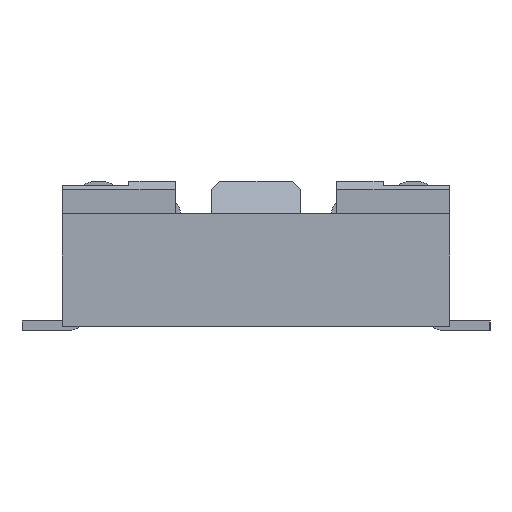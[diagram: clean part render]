
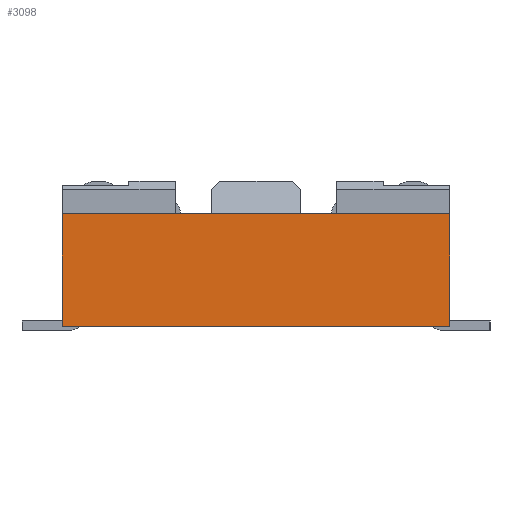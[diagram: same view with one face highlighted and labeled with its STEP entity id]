
A CAD part, left-side view. The second image highlights one B-rep face of the part: STEP entity #3098.
In plain terms, the highlighted planar face has unit normal (-1, 0, 0).
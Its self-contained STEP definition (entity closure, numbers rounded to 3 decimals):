
#3098 = ADVANCED_FACE ( 'NONE', ( #40853 ), #18617, .T. ) ;
#9134 = ORIENTED_EDGE ( 'NONE', *, *, #11815, .F. ) ;
#9137 = ORIENTED_EDGE ( 'NONE', *, *, #11988, .F. ) ;
#9139 = ORIENTED_EDGE ( 'NONE', *, *, #12079, .T. ) ;
#9141 = ORIENTED_EDGE ( 'NONE', *, *, #12036, .T. ) ;
#11815 = EDGE_CURVE ( 'NONE', #32439, #32440, #33212, .T. ) ;
#11988 = EDGE_CURVE ( 'NONE', #32464, #32439, #33428, .T. ) ;
#12036 = EDGE_CURVE ( 'NONE', #32481, #32440, #33472, .T. ) ;
#12079 = EDGE_CURVE ( 'NONE', #32464, #32481, #33512, .T. ) ;
#12723 = EDGE_LOOP ( 'NONE', ( #9134, #9137, #9139, #9141 ) ) ;
#16748 = AXIS2_PLACEMENT_3D ( 'NONE', #18618, #18619, #18620 ) ;
#18617 = PLANE ( 'NONE',  #16748 ) ;
#18618 = CARTESIAN_POINT ( 'NONE',  ( -11.5, -2.4, 1.45 ) ) ;
#18619 = DIRECTION ( 'NONE',  ( -1., 0., 0. ) ) ;
#18620 = DIRECTION ( 'NONE',  ( 0., -1., 0. ) ) ;
#32439 = VERTEX_POINT ( 'NONE', #35181 ) ;
#32440 = VERTEX_POINT ( 'NONE', #35182 ) ;
#32464 = VERTEX_POINT ( 'NONE', #35206 ) ;
#32481 = VERTEX_POINT ( 'NONE', #35223 ) ;
#33212 = LINE ( 'NONE', #34066, #33213 ) ;
#33213 = VECTOR ( 'NONE', #34067, 1000. ) ;
#33428 = LINE ( 'NONE', #34282, #33429 ) ;
#33429 = VECTOR ( 'NONE', #34283, 1000. ) ;
#33472 = LINE ( 'NONE', #34326, #33473 ) ;
#33473 = VECTOR ( 'NONE', #34327, 1000. ) ;
#33512 = LINE ( 'NONE', #34366, #33513 ) ;
#33513 = VECTOR ( 'NONE', #34367, 1000. ) ;
#34066 = CARTESIAN_POINT ( 'NONE',  ( -11.5, -2.4, 0.05 ) ) ;
#34067 = DIRECTION ( 'NONE',  ( 0., 1., 0. ) ) ;
#34282 = CARTESIAN_POINT ( 'NONE',  ( -11.5, -2.4, 1.45 ) ) ;
#34283 = DIRECTION ( 'NONE',  ( 0., 0., -1. ) ) ;
#34326 = CARTESIAN_POINT ( 'NONE',  ( -11.5, 2.4, 1.45 ) ) ;
#34327 = DIRECTION ( 'NONE',  ( 0., 0., -1. ) ) ;
#34366 = CARTESIAN_POINT ( 'NONE',  ( -11.5, -2.4, 1.45 ) ) ;
#34367 = DIRECTION ( 'NONE',  ( 0., 1., 0. ) ) ;
#35181 = CARTESIAN_POINT ( 'NONE',  ( -11.5, -2.4, 0.05 ) ) ;
#35182 = CARTESIAN_POINT ( 'NONE',  ( -11.5, 2.4, 0.05 ) ) ;
#35206 = CARTESIAN_POINT ( 'NONE',  ( -11.5, -2.4, 1.45 ) ) ;
#35223 = CARTESIAN_POINT ( 'NONE',  ( -11.5, 2.4, 1.45 ) ) ;
#40853 = FACE_OUTER_BOUND ( 'NONE', #12723, .T. ) ;
